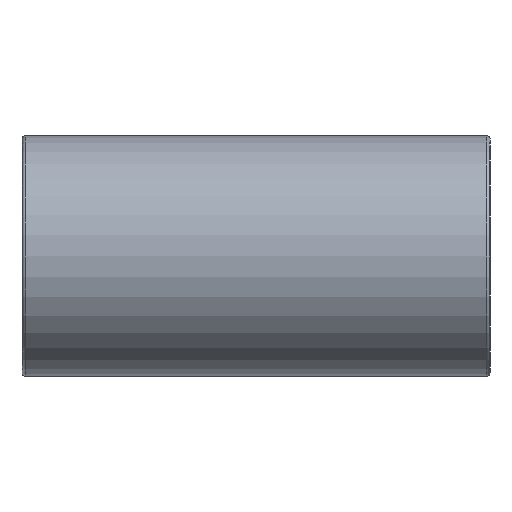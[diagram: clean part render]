
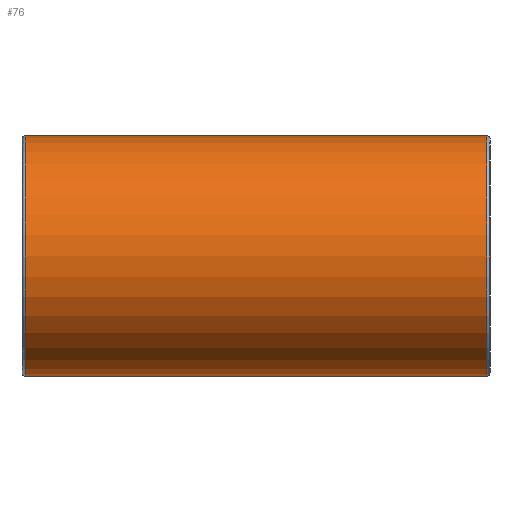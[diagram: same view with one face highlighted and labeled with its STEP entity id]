
A CAD part, left-side view. The second image highlights one B-rep face of the part: STEP entity #76.
In plain terms, the highlighted cylindrical face has radius 3.85 mm (diameter 7.7 mm), a partial arc.
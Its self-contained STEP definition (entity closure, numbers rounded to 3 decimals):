
#76 = ADVANCED_FACE( '', ( #158 ), #159, .T. );
#158 = FACE_OUTER_BOUND( '', #245, .T. );
#159 = CYLINDRICAL_SURFACE( '', #246, 3.85 );
#245 = EDGE_LOOP( '', ( #391, #392, #393, #394 ) );
#246 = AXIS2_PLACEMENT_3D( '', #395, #396, #397 );
#391 = ORIENTED_EDGE( '', *, *, #510, .F. );
#392 = ORIENTED_EDGE( '', *, *, #541, .T. );
#393 = ORIENTED_EDGE( '', *, *, #560, .F. );
#394 = ORIENTED_EDGE( '', *, *, #561, .T. );
#395 = CARTESIAN_POINT( '', ( -16.75, -7.5, 0. ) );
#396 = DIRECTION( '', ( 0., -1., 0. ) );
#397 = DIRECTION( '', ( 0., 0., 1. ) );
#510 = EDGE_CURVE( '', #597, #599, #600, .F. );
#541 = EDGE_CURVE( '', #597, #648, #650, .T. );
#560 = EDGE_CURVE( '', #586, #648, #673, .T. );
#561 = EDGE_CURVE( '', #586, #599, #674, .F. );
#586 = VERTEX_POINT( '', #700 );
#597 = VERTEX_POINT( '', #714 );
#599 = VERTEX_POINT( '', #717 );
#600 = LINE( '', #718, #719 );
#648 = VERTEX_POINT( '', #774 );
#650 = CIRCLE( '', #776, 3.85 );
#673 = LINE( '', #807, #808 );
#674 = CIRCLE( '', #809, 3.85 );
#700 = CARTESIAN_POINT( '', ( -16.75, -7.4, -3.85 ) );
#714 = CARTESIAN_POINT( '', ( -16.75, 7.4, 3.85 ) );
#717 = CARTESIAN_POINT( '', ( -16.75, -7.4, 3.85 ) );
#718 = CARTESIAN_POINT( '', ( -16.75, -7.5, 3.85 ) );
#719 = VECTOR( '', #846, 1000. );
#774 = CARTESIAN_POINT( '', ( -16.75, 7.4, -3.85 ) );
#776 = AXIS2_PLACEMENT_3D( '', #902, #903, #904 );
#807 = CARTESIAN_POINT( '', ( -16.75, -7.5, -3.85 ) );
#808 = VECTOR( '', #928, 1000. );
#809 = AXIS2_PLACEMENT_3D( '', #929, #930, #931 );
#846 = DIRECTION( '', ( 0., 1., 0. ) );
#902 = CARTESIAN_POINT( '', ( -16.75, 7.4, 0. ) );
#903 = DIRECTION( '', ( 0., -1., 0. ) );
#904 = DIRECTION( '', ( 0., 0., -1. ) );
#928 = DIRECTION( '', ( 0., 1., 0. ) );
#929 = CARTESIAN_POINT( '', ( -16.75, -7.4, 0. ) );
#930 = DIRECTION( '', ( 0., -1., 0. ) );
#931 = DIRECTION( '', ( 0., 0., -1. ) );
